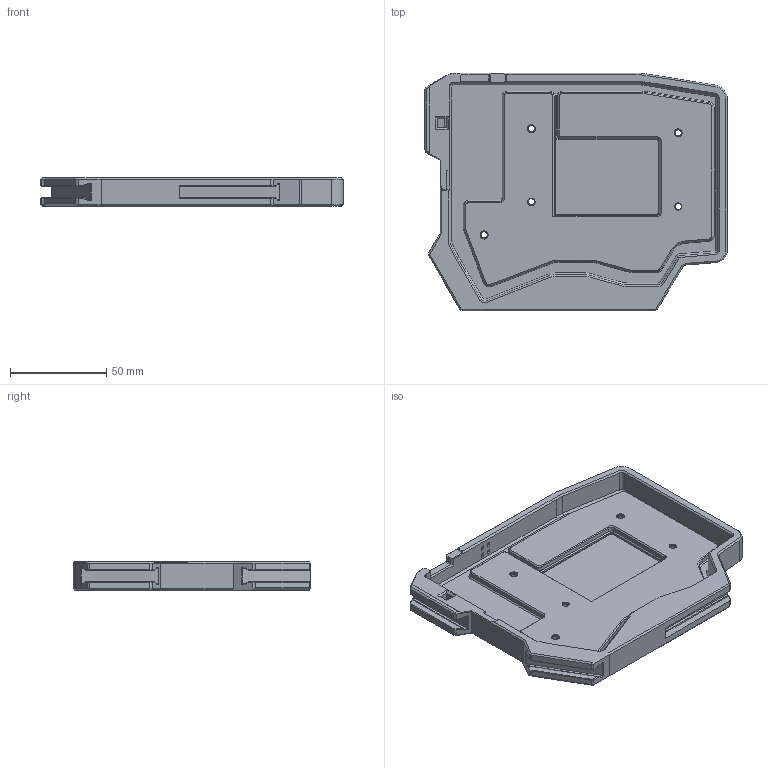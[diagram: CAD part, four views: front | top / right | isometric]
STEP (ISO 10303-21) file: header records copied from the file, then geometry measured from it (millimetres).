
FILE_DESCRIPTION(/* description */ ('STEP AP242','CAx-IF Rec.Pracs.---Representation and Presentation of Product Manufacturing Information (PMI)---4.0---2014-10-13','CAx-IF Rec.Pracs.---3D Tessellated Geometry---0.4---2014-09-14','2;1'),/* implementation_level */ '2;1');
FILE_NAME(/* name */ '66a278e4fae9826e999e86a0',/* time_stamp */ '2024-07-25T16:10:13Z',/* author */ (''),/* organization */ (''),/* preprocessor_version */ 'ST-DEVELOPER v20',/* originating_system */ ' ',/* authorisation */ ' ');
FILE_SCHEMA (('AP242_MANAGED_MODEL_BASED_3D_ENGINEERING_MIM_LF { 1 0 10303 442 1 1 4 }'));
Length unit declared in the file: metre
Products named in the file (1): Case
Bounding box: 157.19 x 123.32 x 15 mm (x, y, z)
Volume: 111026.8 mm3; surface area: 52721.5 mm2
Topology: 1 solids, 1 shells, 463 faces, 1122 edges, 672 vertices
Faces by surface type: plane 326, cone 85, cylinder 51, bspline 1
Full cylindrical faces by diameter (mm): 3.2 x5, 3.8 x5, 4.5 x5
Entity records: 12960 total; most frequent: CARTESIAN_POINT 2273, DIRECTION 2176, ORIENTED_EDGE 2164, EDGE_CURVE 1082, LINE 874, VECTOR 874, VERTEX_POINT 662, AXIS2_PLACEMENT_3D 651
